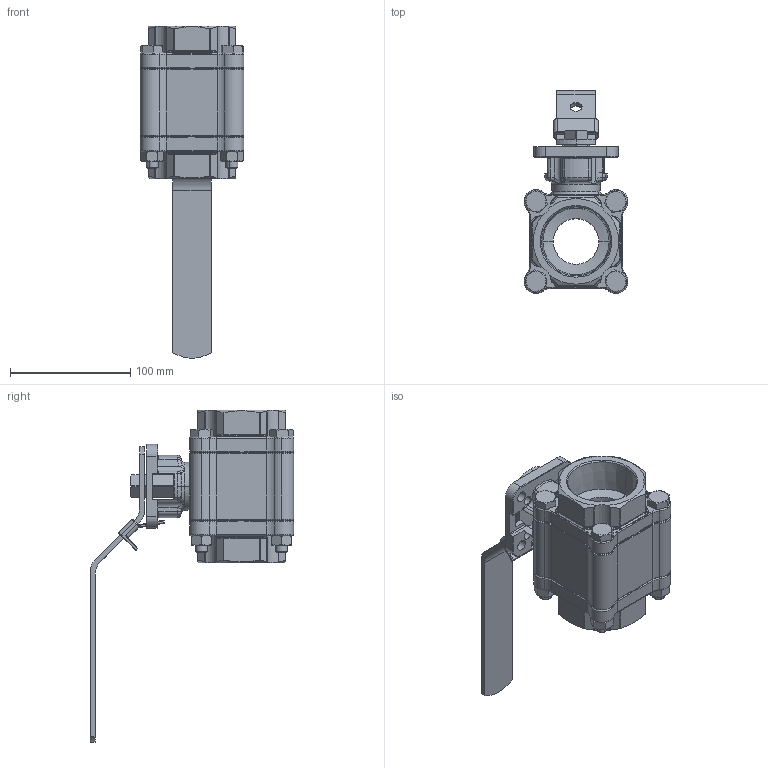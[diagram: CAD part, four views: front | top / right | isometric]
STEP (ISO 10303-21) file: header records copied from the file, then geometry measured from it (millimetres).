
FILE_DESCRIPTION (( 'STEP AP214' ), '1' );
FILE_NAME ('ZL9T50H.STEP', '2008-12-19T06:43:56', ( 'Hsu22' ), ( 'Hollings' ), 'SwSTEP 2.0', 'SolidWorks 2008', '' );
FILE_SCHEMA (( 'AUTOMOTIVE_DESIGN' ));
Length unit declared in the file: millimetre
Products named in the file (7): SAL9T10TWGADX3_預設; SDDL9T10GA2_預設; SB84T10HACN0_預設; YSHM10-96_預設; SHA0L9T10G0_預設; YNM10_預設; ZL9T50H
Assembly tree (13 placements, depth 2):
  ZL9T50H
    YNM10_預設  x4
    SB84T10HACN0_預設  x2
    SHA0L9T10G0_預設
    SAL9T10TWGADX3_預設
    YSHM10-96_預設  x4
    SDDL9T10GA2_預設
Bounding box: 86.6 x 169.3 x 276.57 mm (x, y, z)
Volume: 490166.5 mm3; surface area: 162837.9 mm2
Topology: 13 solids, 13 shells, 1060 faces, 2596 edges, 1505 vertices
Faces by surface type: cylinder 371, plane 245, bspline 179, cone 125, torus 116, sphere 24
Entity records: 24518 total; most frequent: CARTESIAN_POINT 8199, ORIENTED_EDGE 3442, DIRECTION 3396, EDGE_CURVE 1721, AXIS2_PLACEMENT_3D 1401, VERTEX_POINT 1027, CIRCLE 788, EDGE_LOOP 766
